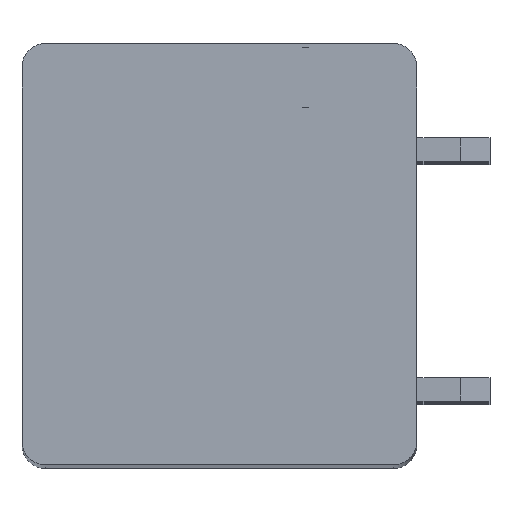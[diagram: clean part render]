
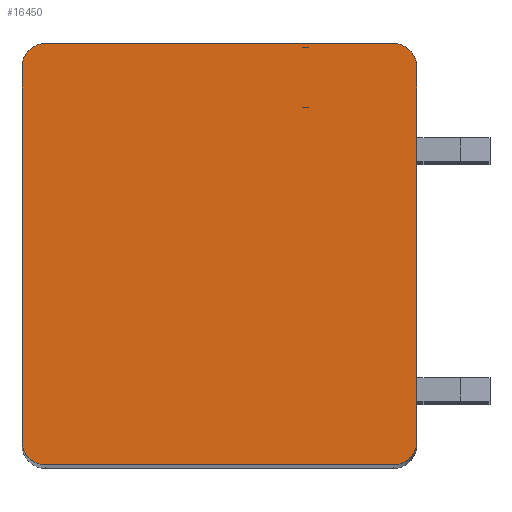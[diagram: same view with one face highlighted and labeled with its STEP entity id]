
A CAD part, top view. The second image highlights one B-rep face of the part: STEP entity #16450.
In plain terms, the highlighted planar face has unit normal (0, 0, 1).
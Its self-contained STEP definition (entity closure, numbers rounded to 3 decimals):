
#1761=CARTESIAN_POINT('',(-5.95,6.4,1.75));
#1762=DIRECTION('',(0.,0.,1.));
#1763=DIRECTION('',(0.,1.,0.));
#1764=AXIS2_PLACEMENT_3D('',#1761,#1762,#1763);
#1766=DIRECTION('',(-1.,0.,0.));
#1767=VECTOR('',#1766,11.9);
#1768=CARTESIAN_POINT('',(5.95,7.2,1.75));
#1769=LINE('',#1768,#1767);
#1770=CARTESIAN_POINT('',(5.95,6.4,1.75));
#1771=DIRECTION('',(0.,0.,1.));
#1772=DIRECTION('',(1.,0.,0.));
#1773=AXIS2_PLACEMENT_3D('',#1770,#1771,#1772);
#1775=DIRECTION('',(0.,1.,0.));
#1776=VECTOR('',#1775,12.8);
#1777=CARTESIAN_POINT('',(6.75,-6.4,1.75));
#1778=LINE('',#1777,#1776);
#1779=CARTESIAN_POINT('',(5.95,-6.4,1.75));
#1780=DIRECTION('',(0.,0.,1.));
#1781=DIRECTION('',(0.,-1.,0.));
#1782=AXIS2_PLACEMENT_3D('',#1779,#1780,#1781);
#1784=DIRECTION('',(1.,0.,0.));
#1785=VECTOR('',#1784,11.9);
#1786=CARTESIAN_POINT('',(-5.95,-7.2,1.75));
#1787=LINE('',#1786,#1785);
#1788=CARTESIAN_POINT('',(-5.95,-6.4,1.75));
#1789=DIRECTION('',(0.,0.,1.));
#1790=DIRECTION('',(-1.,0.,0.));
#1791=AXIS2_PLACEMENT_3D('',#1788,#1789,#1790);
#1793=DIRECTION('',(0.,-1.,0.));
#1794=VECTOR('',#1793,12.8);
#1795=CARTESIAN_POINT('',(-6.75,6.4,1.75));
#1796=LINE('',#1795,#1794);
#12439=CARTESIAN_POINT('',(-5.95,7.2,1.75));
#12440=VERTEX_POINT('',#12439);
#12441=CARTESIAN_POINT('',(-6.75,6.4,1.75));
#12442=VERTEX_POINT('',#12441);
#12447=CARTESIAN_POINT('',(6.75,6.4,1.75));
#12448=VERTEX_POINT('',#12447);
#12449=CARTESIAN_POINT('',(5.95,7.2,1.75));
#12450=VERTEX_POINT('',#12449);
#12455=CARTESIAN_POINT('',(-6.75,-6.4,1.75));
#12456=VERTEX_POINT('',#12455);
#12457=CARTESIAN_POINT('',(-5.95,-7.2,1.75));
#12458=VERTEX_POINT('',#12457);
#12463=CARTESIAN_POINT('',(5.95,-7.2,1.75));
#12464=VERTEX_POINT('',#12463);
#12465=CARTESIAN_POINT('',(6.75,-6.4,1.75));
#12466=VERTEX_POINT('',#12465);
#16435=CARTESIAN_POINT('',(0.,0.,1.75));
#16436=DIRECTION('',(0.,0.,1.));
#16437=DIRECTION('',(1.,0.,0.));
#16438=AXIS2_PLACEMENT_3D('',#16435,#16436,#16437);
#16439=PLANE('',#16438);
#16440=ORIENTED_EDGE('',*,*,#15371,.F.);
#16441=ORIENTED_EDGE('',*,*,#15387,.F.);
#16442=ORIENTED_EDGE('',*,*,#15960,.F.);
#16443=ORIENTED_EDGE('',*,*,#15975,.F.);
#16444=ORIENTED_EDGE('',*,*,#16388,.F.);
#16445=ORIENTED_EDGE('',*,*,#16401,.F.);
#16446=ORIENTED_EDGE('',*,*,#16416,.F.);
#16447=ORIENTED_EDGE('',*,*,#16428,.F.);
#16448=EDGE_LOOP('',(#16440,#16441,#16442,#16443,#16444,#16445,#16446,#16447));
#16449=FACE_OUTER_BOUND('',#16448,.F.);
#1765=CIRCLE('',#1764,0.8);
#1774=CIRCLE('',#1773,0.8);
#1783=CIRCLE('',#1782,0.8);
#1792=CIRCLE('',#1791,0.8);
#15371=EDGE_CURVE('',#12440,#12442,#1765,.T.);
#15387=EDGE_CURVE('',#12450,#12440,#1769,.T.);
#15960=EDGE_CURVE('',#12448,#12450,#1774,.T.);
#15975=EDGE_CURVE('',#12466,#12448,#1778,.T.);
#16388=EDGE_CURVE('',#12464,#12466,#1783,.T.);
#16401=EDGE_CURVE('',#12458,#12464,#1787,.T.);
#16416=EDGE_CURVE('',#12456,#12458,#1792,.T.);
#16428=EDGE_CURVE('',#12442,#12456,#1796,.T.);
#16450=ADVANCED_FACE('',(#16449),#16439,.T.);
